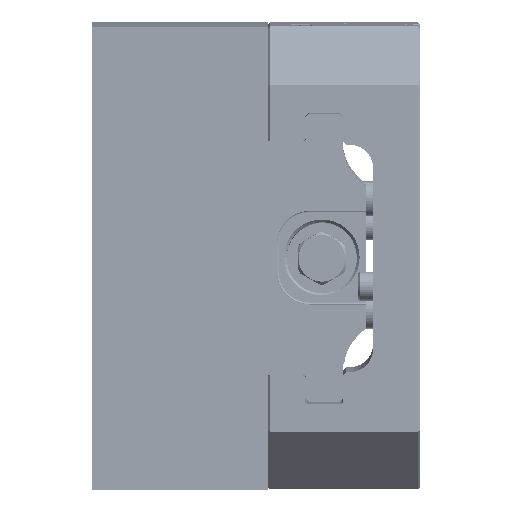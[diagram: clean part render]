
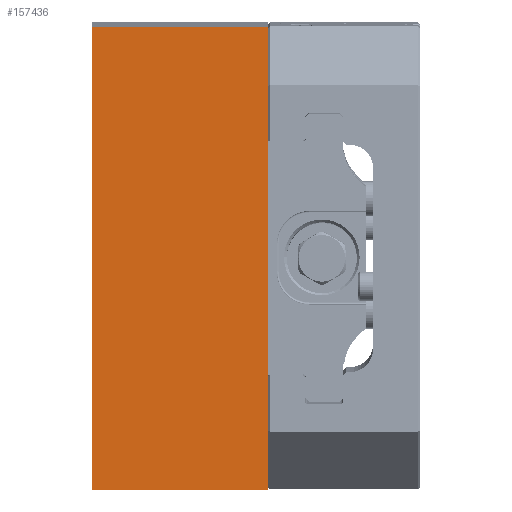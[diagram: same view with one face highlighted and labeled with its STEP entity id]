
A CAD part, left-side view. The second image highlights one B-rep face of the part: STEP entity #157436.
In plain terms, the highlighted face is planar.
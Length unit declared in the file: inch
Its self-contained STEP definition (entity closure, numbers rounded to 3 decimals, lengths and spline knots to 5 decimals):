
#12996 = DIRECTION ( 'NONE',  ( 1., 0., 0. ) ) ;
#13712 = EDGE_CURVE ( 'NONE', #99538, #149663, #187500, .T. ) ;
#19656 = CARTESIAN_POINT ( 'NONE',  ( 0., 1.875, -2.475 ) ) ;
#22815 = EDGE_LOOP ( 'NONE', ( #47925, #149803, #143092, #62974 ) ) ;
#47686 = CARTESIAN_POINT ( 'NONE',  ( 0., 0., 2.475 ) ) ;
#47925 = ORIENTED_EDGE ( 'NONE', *, *, #184607, .T. ) ;
#50925 = EDGE_CURVE ( 'NONE', #99538, #97906, #56162, .T. ) ;
#54583 = CARTESIAN_POINT ( 'NONE',  ( 0., 1.875, 2.475 ) ) ;
#55308 = EDGE_CURVE ( 'NONE', #97906, #117787, #177811, .T. ) ;
#56162 = LINE ( 'NONE', #144997, #134017 ) ;
#62974 = ORIENTED_EDGE ( 'NONE', *, *, #13712, .T. ) ;
#66610 = CARTESIAN_POINT ( 'NONE',  ( 0., 0., 2.475 ) ) ;
#75206 = VECTOR ( 'NONE', #157064, 39.37008 ) ;
#83925 = CARTESIAN_POINT ( 'NONE',  ( 0., 0., -2.475 ) ) ;
#85130 = LINE ( 'NONE', #150662, #158529 ) ;
#97906 = VERTEX_POINT ( 'NONE', #47686 ) ;
#99538 = VERTEX_POINT ( 'NONE', #176353 ) ;
#100503 = PLANE ( 'NONE',  #128946 ) ;
#105283 = FACE_OUTER_BOUND ( 'NONE', #22815, .T. ) ;
#115268 = DIRECTION ( 'NONE',  ( 0., 1., 0. ) ) ;
#117787 = VERTEX_POINT ( 'NONE', #83925 ) ;
#128946 = AXIS2_PLACEMENT_3D ( 'NONE', #144059, #12996, #115268 ) ;
#134017 = VECTOR ( 'NONE', #144332, 39.37008 ) ;
#143092 = ORIENTED_EDGE ( 'NONE', *, *, #50925, .F. ) ;
#144059 = CARTESIAN_POINT ( 'NONE',  ( 0., 1.875, 2.475 ) ) ;
#144332 = DIRECTION ( 'NONE',  ( 0., -1., 0. ) ) ;
#144997 = CARTESIAN_POINT ( 'NONE',  ( 0., 1.875, 2.475 ) ) ;
#149663 = VERTEX_POINT ( 'NONE', #19656 ) ;
#149803 = ORIENTED_EDGE ( 'NONE', *, *, #55308, .F. ) ;
#150662 = CARTESIAN_POINT ( 'NONE',  ( 0., 1.875, -2.475 ) ) ;
#154412 = DIRECTION ( 'NONE',  ( 0., 0., -1. ) ) ;
#157064 = DIRECTION ( 'NONE',  ( 0., 0., -1. ) ) ;
#157436 = ADVANCED_FACE ( 'NONE', ( #105283 ), #100503, .F. ) ;
#158529 = VECTOR ( 'NONE', #165344, 39.37008 ) ;
#165344 = DIRECTION ( 'NONE',  ( 0., -1., 0. ) ) ;
#166401 = VECTOR ( 'NONE', #154412, 39.37008 ) ;
#176353 = CARTESIAN_POINT ( 'NONE',  ( 0., 1.875, 2.475 ) ) ;
#177811 = LINE ( 'NONE', #66610, #166401 ) ;
#184607 = EDGE_CURVE ( 'NONE', #149663, #117787, #85130, .T. ) ;
#187500 = LINE ( 'NONE', #54583, #75206 ) ;
